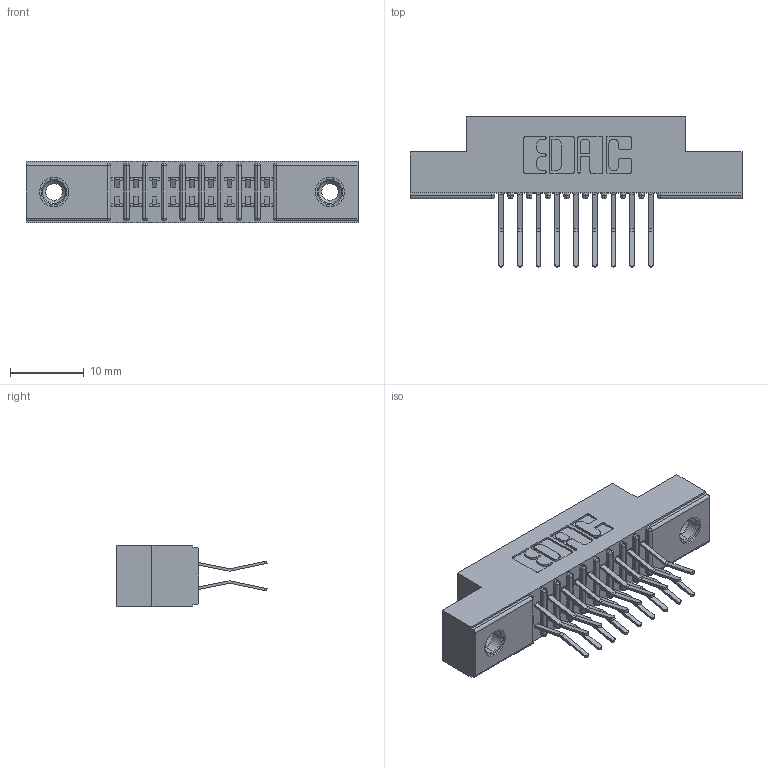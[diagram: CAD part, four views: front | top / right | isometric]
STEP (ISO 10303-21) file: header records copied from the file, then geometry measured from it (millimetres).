
FILE_DESCRIPTION (( 'STEP AP203' ), '1' );
FILE_NAME ('391-018-560-208.STEP', '2018-08-08T18:34:07', ( '' ), ( '' ), 'SwSTEP 2.0', 'SolidWorks 2016', '' );
FILE_SCHEMA (( 'CONFIG_CONTROL_DESIGN' ));
Length unit declared in the file: inch
Products named in the file (4): 345-250-001_345-250-003-102; 391-018-560-208; 341 Part_.156 (3.96) Dia Mounting Holes; 341-292-001_341-292-160
Assembly tree (21 placements, depth 2):
  391-018-560-208
    341 Part_.156 (3.96) Dia Mounting Holes
    341-292-001_341-292-160  x18
    345-250-001_345-250-003-102  x2
Bounding box: 45.09 x 20.37 x 8.38 mm (x, y, z)
Volume: 2613.6 mm3; surface area: 4791.5 mm2
Topology: 21 solids, 21 shells, 1436 faces, 4115 edges, 2666 vertices
Faces by surface type: plane 820, cylinder 564, sphere 20, torus 20, cone 12
Entity records: 16613 total; most frequent: CARTESIAN_POINT 2746, ORIENTED_EDGE 2718, DIRECTION 2703, EDGE_CURVE 1359, LINE 1053, VECTOR 1053, VERTEX_POINT 868, AXIS2_PLACEMENT_3D 825
